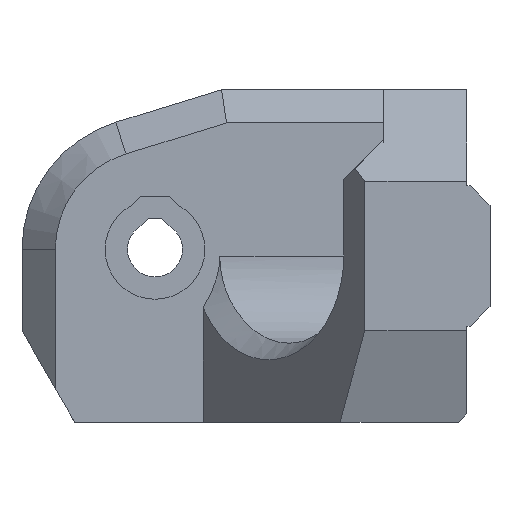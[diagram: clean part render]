
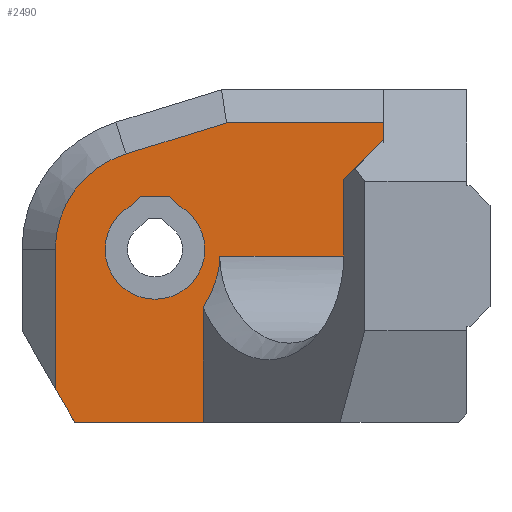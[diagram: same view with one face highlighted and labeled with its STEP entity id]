
A CAD part, front view. The second image highlights one B-rep face of the part: STEP entity #2490.
In plain terms, the highlighted planar face has unit normal (0, -1, 0).
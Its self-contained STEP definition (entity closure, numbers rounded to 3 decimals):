
#22=FACE_BOUND('',#316,.T.);
#33=B_SPLINE_CURVE_WITH_KNOTS('',3,(#3776,#3777,#3778,#3779,#3780,#3781,
#3782,#3783,#3784,#3785,#3786,#3787,#3788,#3789),.UNSPECIFIED.,.F.,.F.,
(4,2,2,2,2,2,4),(0.,0.039,0.16,0.296,
0.316,0.326,0.331),.UNSPECIFIED.);
#52=CIRCLE('',#2666,6.);
#53=CIRCLE('',#2669,3.);
#170=FACE_OUTER_BOUND('',#315,.T.);
#315=EDGE_LOOP('',(#2015,#2016,#2017,#2018,#2019,#2020,#2021,#2022,#2023,
#2024));
#316=EDGE_LOOP('',(#2025,#2026,#2027,#2028));
#508=LINE('',#3812,#825);
#527=LINE('',#3858,#844);
#585=LINE('',#3982,#902);
#602=LINE('',#4017,#919);
#605=LINE('',#4022,#922);
#610=LINE('',#4034,#927);
#611=LINE('',#4036,#928);
#612=LINE('',#4037,#929);
#613=LINE('',#4042,#930);
#614=LINE('',#4044,#931);
#615=LINE('',#4045,#932);
#825=VECTOR('',#2996,10.);
#844=VECTOR('',#3031,10.);
#902=VECTOR('',#3121,10.);
#919=VECTOR('',#3158,10.);
#922=VECTOR('',#3163,10.);
#927=VECTOR('',#3176,10.);
#928=VECTOR('',#3179,10.);
#929=VECTOR('',#3180,10.);
#930=VECTOR('',#3183,10.);
#931=VECTOR('',#3184,10.);
#932=VECTOR('',#3185,10.);
#1106=VERTEX_POINT('',#3774);
#1107=VERTEX_POINT('',#3775);
#1109=VERTEX_POINT('',#3810);
#1127=VERTEX_POINT('',#3855);
#1128=VERTEX_POINT('',#3857);
#1178=VERTEX_POINT('',#3981);
#1185=VERTEX_POINT('',#4015);
#1186=VERTEX_POINT('',#4016);
#1187=VERTEX_POINT('',#4021);
#1189=VERTEX_POINT('',#4027);
#1191=VERTEX_POINT('',#4038);
#1192=VERTEX_POINT('',#4039);
#1193=VERTEX_POINT('',#4041);
#1194=VERTEX_POINT('',#4043);
#1375=EDGE_CURVE('',#1106,#1107,#33,.T.);
#1380=EDGE_CURVE('',#1109,#1107,#508,.T.);
#1402=EDGE_CURVE('',#1127,#1128,#527,.T.);
#1465=EDGE_CURVE('',#1178,#1106,#585,.T.);
#1483=EDGE_CURVE('',#1185,#1186,#602,.T.);
#1486=EDGE_CURVE('',#1128,#1187,#605,.T.);
#1491=EDGE_CURVE('',#1187,#1189,#52,.T.);
#1493=EDGE_CURVE('',#1189,#1185,#610,.T.);
#1494=EDGE_CURVE('',#1109,#1186,#611,.T.);
#1495=EDGE_CURVE('',#1178,#1127,#612,.T.);
#1496=EDGE_CURVE('',#1191,#1192,#53,.T.);
#1497=EDGE_CURVE('',#1192,#1193,#613,.T.);
#1498=EDGE_CURVE('',#1193,#1194,#614,.T.);
#1499=EDGE_CURVE('',#1194,#1191,#615,.T.);
#2015=ORIENTED_EDGE('',*,*,#1380,.F.);
#2016=ORIENTED_EDGE('',*,*,#1494,.T.);
#2017=ORIENTED_EDGE('',*,*,#1483,.F.);
#2018=ORIENTED_EDGE('',*,*,#1493,.F.);
#2019=ORIENTED_EDGE('',*,*,#1491,.F.);
#2020=ORIENTED_EDGE('',*,*,#1486,.F.);
#2021=ORIENTED_EDGE('',*,*,#1402,.F.);
#2022=ORIENTED_EDGE('',*,*,#1495,.F.);
#2023=ORIENTED_EDGE('',*,*,#1465,.T.);
#2024=ORIENTED_EDGE('',*,*,#1375,.T.);
#2025=ORIENTED_EDGE('',*,*,#1496,.T.);
#2026=ORIENTED_EDGE('',*,*,#1497,.T.);
#2027=ORIENTED_EDGE('',*,*,#1498,.T.);
#2028=ORIENTED_EDGE('',*,*,#1499,.T.);
#2357=PLANE('',#2668);
#2490=ADVANCED_FACE('',(#170,#22),#2357,.F.);
#2666=AXIS2_PLACEMENT_3D('',#4031,#3171,#3172);
#2668=AXIS2_PLACEMENT_3D('',#4035,#3177,#3178);
#2669=AXIS2_PLACEMENT_3D('',#4040,#3181,#3182);
#2996=DIRECTION('',(-1.,0.,0.));
#3031=DIRECTION('',(-0.5,0.,0.866));
#3121=DIRECTION('',(0.,0.,1.));
#3158=DIRECTION('',(1.,0.,0.));
#3163=DIRECTION('',(0.,0.,1.));
#3171=DIRECTION('center_axis',(0.,1.,0.));
#3172=DIRECTION('ref_axis',(-1.,0.,0.));
#3176=DIRECTION('',(0.956,0.,0.294));
#3177=DIRECTION('center_axis',(0.,1.,0.));
#3178=DIRECTION('ref_axis',(1.,0.,0.));
#3179=DIRECTION('',(0.,0.,1.));
#3180=DIRECTION('',(-1.,0.,0.));
#3181=DIRECTION('center_axis',(0.,1.,0.));
#3182=DIRECTION('ref_axis',(1.,0.,0.));
#3183=DIRECTION('',(0.707,0.,0.707));
#3184=DIRECTION('',(1.,0.,0.));
#3185=DIRECTION('',(0.707,0.,-0.707));
#3774=CARTESIAN_POINT('',(2.9,0.,-3.515));
#3775=CARTESIAN_POINT('',(3.9,0.,-0.4));
#3776=CARTESIAN_POINT('Ctrl Pts',(2.9,0.,-3.515));
#3777=CARTESIAN_POINT('Ctrl Pts',(2.967,0.,
-3.403));
#3778=CARTESIAN_POINT('Ctrl Pts',(3.031,0.,
-3.289));
#3779=CARTESIAN_POINT('Ctrl Pts',(3.288,0.,
-2.821));
#3780=CARTESIAN_POINT('Ctrl Pts',(3.465,0.,
-2.449));
#3781=CARTESIAN_POINT('Ctrl Pts',(3.753,0.,
-1.639));
#3782=CARTESIAN_POINT('Ctrl Pts',(3.852,0.,
-1.208));
#3783=CARTESIAN_POINT('Ctrl Pts',(3.892,0.,
-0.688));
#3784=CARTESIAN_POINT('Ctrl Pts',(3.895,0.,
-0.62));
#3785=CARTESIAN_POINT('Ctrl Pts',(3.899,0.,
-0.521));
#3786=CARTESIAN_POINT('Ctrl Pts',(3.899,0.,
-0.49));
#3787=CARTESIAN_POINT('Ctrl Pts',(3.9,0.,
-0.439));
#3788=CARTESIAN_POINT('Ctrl Pts',(3.9,0.,-0.419));
#3789=CARTESIAN_POINT('Ctrl Pts',(3.9,0.,-0.4));
#3810=CARTESIAN_POINT('',(13.75,0.,-0.4));
#3812=CARTESIAN_POINT('',(13.75,0.,-0.4));
#3855=CARTESIAN_POINT('',(-4.825,0.,-10.4));
#3857=CARTESIAN_POINT('',(-6.,0.,-8.364));
#3858=CARTESIAN_POINT('',(-4.825,0.,-10.4));
#3981=CARTESIAN_POINT('',(2.9,0.,-10.4));
#3982=CARTESIAN_POINT('',(2.9,0.,-5.4));
#4015=CARTESIAN_POINT('',(4.301,0.,7.6));
#4016=CARTESIAN_POINT('',(13.75,0.,7.6));
#4017=CARTESIAN_POINT('',(3.438,0.,7.6));
#4021=CARTESIAN_POINT('',(-6.,0.,0.));
#4022=CARTESIAN_POINT('',(-6.,0.,-2.65));
#4027=CARTESIAN_POINT('',(-1.764,0.,5.735));
#4031=CARTESIAN_POINT('Origin',(0.,0.,0.));
#4034=CARTESIAN_POINT('',(-0.507,0.,6.122));
#4035=CARTESIAN_POINT('Origin',(2.875,0.,-0.4));
#4036=CARTESIAN_POINT('',(13.75,0.,-0.768));
#4037=CARTESIAN_POINT('',(18.75,0.,-10.4));
#4038=CARTESIAN_POINT('',(1.5,0.,2.598));
#4039=CARTESIAN_POINT('',(-1.5,0.,2.598));
#4040=CARTESIAN_POINT('Origin',(0.,0.,0.));
#4041=CARTESIAN_POINT('',(-0.897,0.,3.201));
#4042=CARTESIAN_POINT('',(-1.156,0.,2.942));
#4043=CARTESIAN_POINT('',(0.897,0.,3.201));
#4044=CARTESIAN_POINT('',(0.989,0.,3.201));
#4045=CARTESIAN_POINT('',(2.292,0.,1.806));
